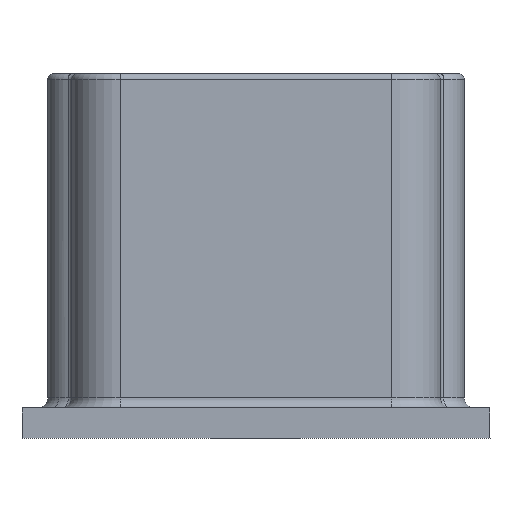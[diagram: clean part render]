
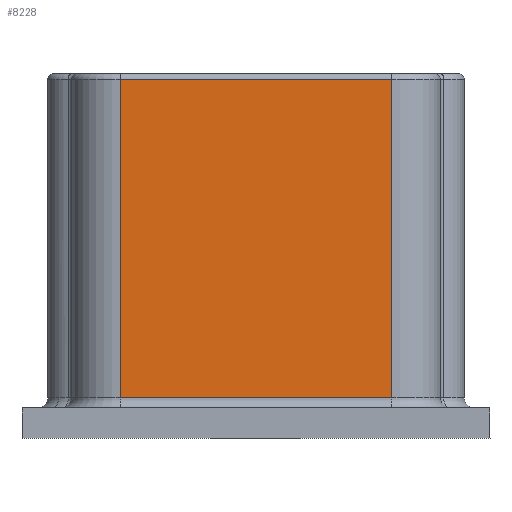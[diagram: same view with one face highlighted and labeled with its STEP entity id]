
A CAD part, front view. The second image highlights one B-rep face of the part: STEP entity #8228.
In plain terms, the highlighted planar face has unit normal (0, -1, 0).
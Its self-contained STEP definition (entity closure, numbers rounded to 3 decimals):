
#8208=AXIS2_PLACEMENT_3D('Plane Axis2P3D',#8205,#8206,#8207) ;
#6123=CARTESIAN_POINT('Vertex',(-6.7,-7.1,16.2)) ;
#7094=CARTESIAN_POINT('Vertex',(6.7,-7.1,16.2)) ;
#7120=CARTESIAN_POINT('Line Origine',(-5.137,-7.1,16.2)) ;
#8185=CARTESIAN_POINT('Line Origine',(6.7,-7.1,8.25)) ;
#8189=CARTESIAN_POINT('Vertex',(6.7,-7.1,0.5)) ;
#8205=CARTESIAN_POINT('Axis2P3D Location',(0.,-7.1,0.)) ;
#8210=CARTESIAN_POINT('Line Origine',(0.,-7.1,0.5)) ;
#8214=CARTESIAN_POINT('Vertex',(-6.7,-7.1,0.5)) ;
#8217=CARTESIAN_POINT('Line Origine',(-6.7,-7.1,8.35)) ;
#7121=DIRECTION('Vector Direction',(-1.,0.,0.)) ;
#8186=DIRECTION('Vector Direction',(0.,0.,-1.)) ;
#8206=DIRECTION('Axis2P3D Direction',(0.,1.,-0.)) ;
#8207=DIRECTION('Axis2P3D XDirection',(-1.,0.,0.)) ;
#8211=DIRECTION('Vector Direction',(-1.,0.,0.)) ;
#8218=DIRECTION('Vector Direction',(0.,0.,1.)) ;
#7122=VECTOR('Line Direction',#7121,1.) ;
#8187=VECTOR('Line Direction',#8186,1.) ;
#8212=VECTOR('Line Direction',#8211,1.) ;
#8219=VECTOR('Line Direction',#8218,1.) ;
#8223=ORIENTED_EDGE('',*,*,#8216,.T.) ;
#8224=ORIENTED_EDGE('',*,*,#8191,.T.) ;
#8225=ORIENTED_EDGE('',*,*,#7124,.T.) ;
#8226=ORIENTED_EDGE('',*,*,#8221,.F.) ;
#8228=ADVANCED_FACE('10wITF',(#8227),#8209,.F.) ;
#7124=EDGE_CURVE('',#7095,#6124,#7123,.T.) ;
#8191=EDGE_CURVE('',#8190,#7095,#8188,.F.) ;
#8216=EDGE_CURVE('',#8215,#8190,#8213,.F.) ;
#8221=EDGE_CURVE('',#8215,#6124,#8220,.T.) ;
#8222=EDGE_LOOP('',(#8223,#8224,#8225,#8226)) ;
#8227=FACE_OUTER_BOUND('',#8222,.T.) ;
#7123=LINE('Line',#7120,#7122) ;
#8188=LINE('Line',#8185,#8187) ;
#8213=LINE('Line',#8210,#8212) ;
#8220=LINE('Line',#8217,#8219) ;
#8209=PLANE('',#8208) ;
#6124=VERTEX_POINT('',#6123) ;
#7095=VERTEX_POINT('',#7094) ;
#8190=VERTEX_POINT('',#8189) ;
#8215=VERTEX_POINT('',#8214) ;
